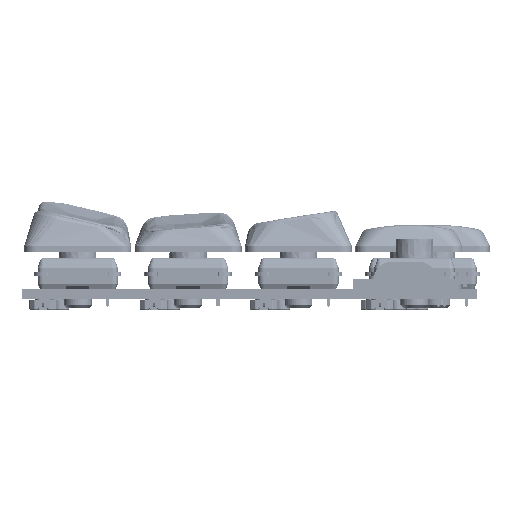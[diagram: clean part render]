
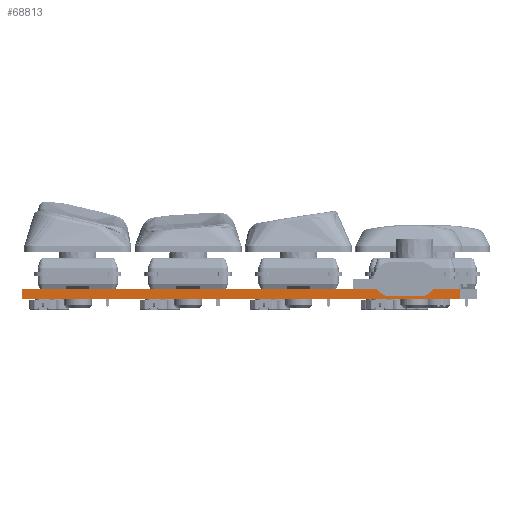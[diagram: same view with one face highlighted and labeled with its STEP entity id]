
A CAD part, left-side view. The second image highlights one B-rep face of the part: STEP entity #68813.
In plain terms, the highlighted planar face has unit normal (-1, 0, 0).
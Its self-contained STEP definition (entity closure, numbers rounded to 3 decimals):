
#63922 = VERTEX_POINT('',#63923);
#63923 = CARTESIAN_POINT('',(-14.326,9.576,0.));
#63929 = EDGE_CURVE('',#63930,#63922,#63932,.T.);
#63930 = VERTEX_POINT('',#63931);
#63931 = CARTESIAN_POINT('',(-14.326,-65.75,0.));
#63932 = LINE('',#63933,#63934);
#63933 = CARTESIAN_POINT('',(-14.326,-65.75,0.));
#63934 = VECTOR('',#63935,1.);
#63935 = DIRECTION('',(0.,1.,0.));
#66320 = VERTEX_POINT('',#66321);
#66321 = CARTESIAN_POINT('',(-14.326,9.576,1.6));
#66327 = EDGE_CURVE('',#66328,#66320,#66330,.T.);
#66328 = VERTEX_POINT('',#66329);
#66329 = CARTESIAN_POINT('',(-14.326,-65.75,1.6));
#66330 = LINE('',#66331,#66332);
#66331 = CARTESIAN_POINT('',(-14.326,-65.75,1.6));
#66332 = VECTOR('',#66333,1.);
#66333 = DIRECTION('',(0.,1.,0.));
#68715 = EDGE_CURVE('',#63922,#66320,#68716,.T.);
#68716 = LINE('',#68717,#68718);
#68717 = CARTESIAN_POINT('',(-14.326,9.576,0.));
#68718 = VECTOR('',#68719,1.);
#68719 = DIRECTION('',(0.,0.,1.));
#68803 = EDGE_CURVE('',#63930,#66328,#68804,.T.);
#68804 = LINE('',#68805,#68806);
#68805 = CARTESIAN_POINT('',(-14.326,-65.75,0.));
#68806 = VECTOR('',#68807,1.);
#68807 = DIRECTION('',(0.,0.,1.));
#68813 = ADVANCED_FACE('',(#68814),#68820,.T.);
#68814 = FACE_BOUND('',#68815,.T.);
#68815 = EDGE_LOOP('',(#68816,#68817,#68818,#68819));
#68816 = ORIENTED_EDGE('',*,*,#68803,.T.);
#68817 = ORIENTED_EDGE('',*,*,#66327,.T.);
#68818 = ORIENTED_EDGE('',*,*,#68715,.F.);
#68819 = ORIENTED_EDGE('',*,*,#63929,.F.);
#68820 = PLANE('',#68821);
#68821 = AXIS2_PLACEMENT_3D('',#68822,#68823,#68824);
#68822 = CARTESIAN_POINT('',(-14.326,-65.75,0.));
#68823 = DIRECTION('',(-1.,0.,0.));
#68824 = DIRECTION('',(0.,1.,0.));
